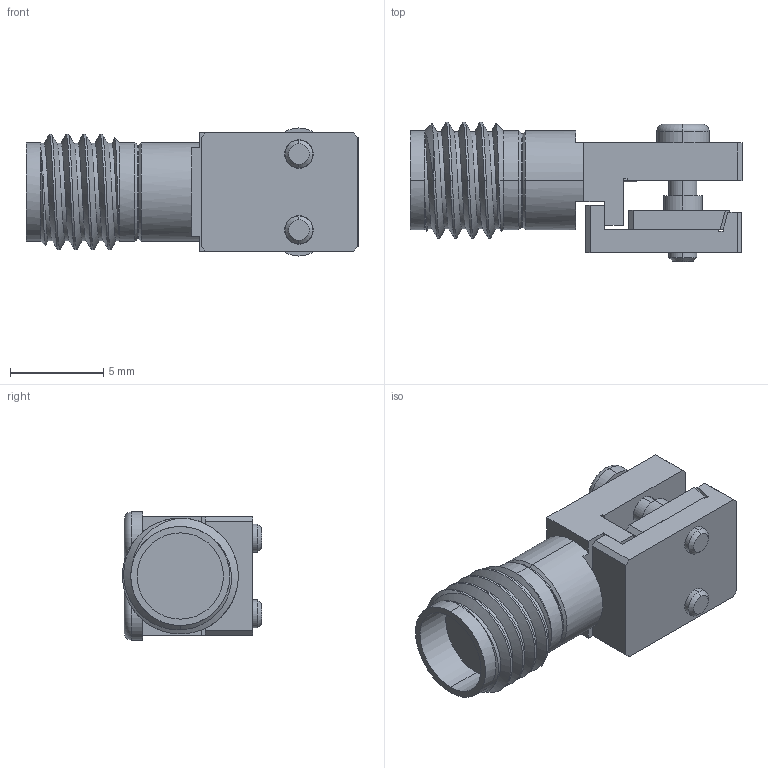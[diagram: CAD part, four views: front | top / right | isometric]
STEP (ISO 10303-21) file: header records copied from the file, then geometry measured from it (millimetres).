
FILE_DESCRIPTION (( 'STEP AP214' ), '1' );
FILE_NAME ('FMCN45947_3D.step', '2023-08-24T17:39:15', ( '' ), ( '' ), 'SwSTEP 2.0', 'SolidWorks 2022', '' );
FILE_SCHEMA (( 'AUTOMOTIVE_DESIGN' ));
Length unit declared in the file: inch
Products named in the file (7): 0-80UNF-2A-635L^FMCN45947; 24-84NB-NS00-5^FMCN45947; PC84NB-NS00-1^FMCN45947; 24-84NB-NS00-8^FMCN45947; 24-84NB-NS00-7_2^FMCN45947; FMCN45947_3D; 24-84NB-NS00-7^FMCN45947
Assembly tree (7 placements, depth 2):
  FMCN45947_3D
    PC84NB-NS00-1^FMCN45947
    24-84NB-NS00-5^FMCN45947
    24-84NB-NS00-8^FMCN45947
    24-84NB-NS00-7_2^FMCN45947
    24-84NB-NS00-7^FMCN45947
    0-80UNF-2A-635L^FMCN45947  x2
Bounding box: 17.77 x 7.45 x 6.86 mm (x, y, z)
Volume: 432.7 mm3; surface area: 913.4 mm2
Topology: 6 solids, 8 shells, 219 faces, 563 edges, 368 vertices
Faces by surface type: plane 104, cylinder 91, cone 13, bspline 7, torus 4
Entity records: 7556 total; most frequent: CARTESIAN_POINT 2716, DIRECTION 970, ORIENTED_EDGE 934, EDGE_CURVE 471, AXIS2_PLACEMENT_3D 352, VERTEX_POINT 308, LINE 266, VECTOR 266
